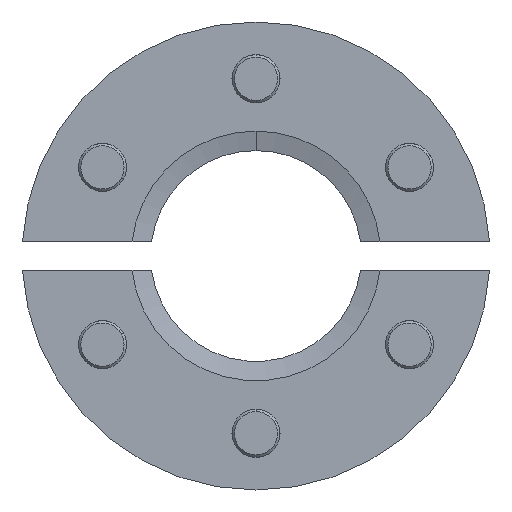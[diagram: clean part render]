
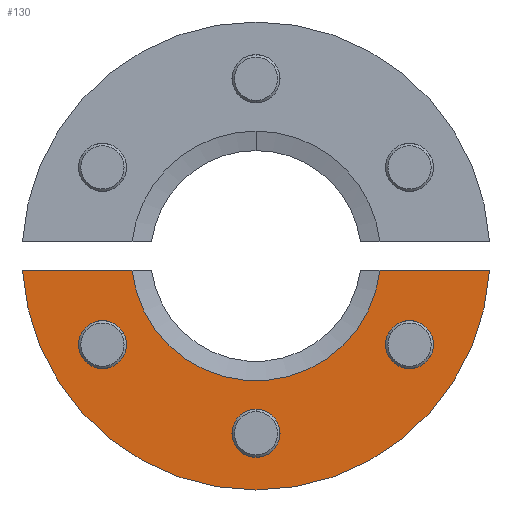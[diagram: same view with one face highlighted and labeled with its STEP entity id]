
A CAD part, left-side view. The second image highlights one B-rep face of the part: STEP entity #130.
In plain terms, the highlighted planar face has unit normal (-1, 0, 0).
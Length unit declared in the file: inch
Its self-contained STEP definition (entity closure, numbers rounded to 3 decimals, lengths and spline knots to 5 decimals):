
#83 = DIRECTION ( 'NONE',  ( 0., 0., 1. ) ) ;
#111 = CIRCLE ( 'NONE', #181, 0.99 ) ;
#130 = ADVANCED_FACE ( 'NONE', ( #2435, #2454, #2518, #634 ), #3703, .F. ) ;
#170 = CARTESIAN_POINT ( 'NONE',  ( 0., -0.64952, -0.47656 ) ) ;
#181 = AXIS2_PLACEMENT_3D ( 'NONE', #1060, #3610, #2327 ) ;
#318 = EDGE_CURVE ( 'NONE', #2902, #1065, #1964, .T. ) ;
#323 = DIRECTION ( 'NONE',  ( 1., 0., 0. ) ) ;
#358 = DIRECTION ( 'NONE',  ( -1., 0., 0. ) ) ;
#392 = EDGE_LOOP ( 'NONE', ( #1301, #3054 ) ) ;
#405 = EDGE_CURVE ( 'NONE', #768, #995, #2552, .T. ) ;
#450 = VERTEX_POINT ( 'NONE', #170 ) ;
#634 = FACE_OUTER_BOUND ( 'NONE', #3732, .T. ) ;
#676 = DIRECTION ( 'NONE',  ( 0., -1., 0. ) ) ;
#741 = CIRCLE ( 'NONE', #1940, 0.10156 ) ;
#750 = CARTESIAN_POINT ( 'NONE',  ( 0., 0., -0.75 ) ) ;
#768 = VERTEX_POINT ( 'NONE', #3243 ) ;
#838 = VERTEX_POINT ( 'NONE', #892 ) ;
#851 = DIRECTION ( 'NONE',  ( -1., 0., 0. ) ) ;
#892 = CARTESIAN_POINT ( 'NONE',  ( 0., -0.64952, -0.27343 ) ) ;
#898 = AXIS2_PLACEMENT_3D ( 'NONE', #3777, #1590, #1626 ) ;
#916 = CARTESIAN_POINT ( 'NONE',  ( 0., 2., -0.06 ) ) ;
#983 = EDGE_CURVE ( 'NONE', #995, #768, #2622, .T. ) ;
#995 = VERTEX_POINT ( 'NONE', #2516 ) ;
#1060 = CARTESIAN_POINT ( 'NONE',  ( 0., 0., 0. ) ) ;
#1065 = VERTEX_POINT ( 'NONE', #2875 ) ;
#1070 = EDGE_LOOP ( 'NONE', ( #3383, #1090 ) ) ;
#1090 = ORIENTED_EDGE ( 'NONE', *, *, #2469, .F. ) ;
#1156 = VERTEX_POINT ( 'NONE', #1722 ) ;
#1173 = EDGE_LOOP ( 'NONE', ( #1540, #3226 ) ) ;
#1264 = AXIS2_PLACEMENT_3D ( 'NONE', #3514, #3760, #3433 ) ;
#1301 = ORIENTED_EDGE ( 'NONE', *, *, #983, .F. ) ;
#1327 = CARTESIAN_POINT ( 'NONE',  ( 0., 0., -0.85157 ) ) ;
#1333 = VECTOR ( 'NONE', #3110, 39.37008 ) ;
#1392 = DIRECTION ( 'NONE',  ( -1., 0., 0. ) ) ;
#1519 = EDGE_CURVE ( 'NONE', #1065, #1812, #2102, .T. ) ;
#1540 = ORIENTED_EDGE ( 'NONE', *, *, #1707, .F. ) ;
#1590 = DIRECTION ( 'NONE',  ( -1., 0., 0. ) ) ;
#1606 = ORIENTED_EDGE ( 'NONE', *, *, #2271, .T. ) ;
#1626 = DIRECTION ( 'NONE',  ( 0., 0., 1. ) ) ;
#1707 = EDGE_CURVE ( 'NONE', #838, #450, #3117, .T. ) ;
#1722 = CARTESIAN_POINT ( 'NONE',  ( 0., 0., -0.64844 ) ) ;
#1761 = CARTESIAN_POINT ( 'NONE',  ( 0., 0.98818, -0.06 ) ) ;
#1812 = VERTEX_POINT ( 'NONE', #2334 ) ;
#1839 = AXIS2_PLACEMENT_3D ( 'NONE', #2000, #1392, #3932 ) ;
#1868 = DIRECTION ( 'NONE',  ( 0., 0., -1. ) ) ;
#1901 = ORIENTED_EDGE ( 'NONE', *, *, #1519, .F. ) ;
#1940 = AXIS2_PLACEMENT_3D ( 'NONE', #750, #3923, #3288 ) ;
#1956 = EDGE_CURVE ( 'NONE', #1812, #3623, #2480, .T. ) ;
#1964 = LINE ( 'NONE', #3477, #2030 ) ;
#2000 = CARTESIAN_POINT ( 'NONE',  ( 0., 0.64952, -0.375 ) ) ;
#2030 = VECTOR ( 'NONE', #676, 39.37008 ) ;
#2073 = CARTESIAN_POINT ( 'NONE',  ( 0., -0.64952, -0.375 ) ) ;
#2102 = CIRCLE ( 'NONE', #3466, 0.52811 ) ;
#2158 = ORIENTED_EDGE ( 'NONE', *, *, #1956, .F. ) ;
#2213 = AXIS2_PLACEMENT_3D ( 'NONE', #2073, #851, #2677 ) ;
#2251 = CARTESIAN_POINT ( 'NONE',  ( 0., -0.98818, -0.06 ) ) ;
#2271 = EDGE_CURVE ( 'NONE', #2902, #3623, #111, .T. ) ;
#2327 = DIRECTION ( 'NONE',  ( 0., 0., 1. ) ) ;
#2334 = CARTESIAN_POINT ( 'NONE',  ( 0., -0.52469, -0.06 ) ) ;
#2366 = DIRECTION ( 'NONE',  ( -1., 0., 0. ) ) ;
#2435 = FACE_BOUND ( 'NONE', #392, .T. ) ;
#2454 = FACE_BOUND ( 'NONE', #1173, .T. ) ;
#2469 = EDGE_CURVE ( 'NONE', #3688, #1156, #3647, .T. ) ;
#2480 = LINE ( 'NONE', #916, #1333 ) ;
#2486 = ORIENTED_EDGE ( 'NONE', *, *, #318, .F. ) ;
#2516 = CARTESIAN_POINT ( 'NONE',  ( 0., 0.64952, -0.27344 ) ) ;
#2518 = FACE_BOUND ( 'NONE', #1070, .T. ) ;
#2552 = CIRCLE ( 'NONE', #1839, 0.10156 ) ;
#2622 = CIRCLE ( 'NONE', #3486, 0.10156 ) ;
#2677 = DIRECTION ( 'NONE',  ( 0., 0., 1. ) ) ;
#2875 = CARTESIAN_POINT ( 'NONE',  ( 0., 0.52469, -0.06 ) ) ;
#2902 = VERTEX_POINT ( 'NONE', #1761 ) ;
#3008 = EDGE_CURVE ( 'NONE', #1156, #3688, #741, .T. ) ;
#3054 = ORIENTED_EDGE ( 'NONE', *, *, #405, .F. ) ;
#3110 = DIRECTION ( 'NONE',  ( 0., -1., 0. ) ) ;
#3117 = CIRCLE ( 'NONE', #2213, 0.10156 ) ;
#3164 = CARTESIAN_POINT ( 'NONE',  ( 0., 0.64952, -0.375 ) ) ;
#3226 = ORIENTED_EDGE ( 'NONE', *, *, #3640, .F. ) ;
#3243 = CARTESIAN_POINT ( 'NONE',  ( 0., 0.64952, -0.47657 ) ) ;
#3262 = CARTESIAN_POINT ( 'NONE',  ( 0., 0., 0. ) ) ;
#3288 = DIRECTION ( 'NONE',  ( 0., 0., 1. ) ) ;
#3383 = ORIENTED_EDGE ( 'NONE', *, *, #3008, .F. ) ;
#3433 = DIRECTION ( 'NONE',  ( 0., 0., 1. ) ) ;
#3466 = AXIS2_PLACEMENT_3D ( 'NONE', #3262, #2366, #3571 ) ;
#3477 = CARTESIAN_POINT ( 'NONE',  ( 0., 2., -0.06 ) ) ;
#3486 = AXIS2_PLACEMENT_3D ( 'NONE', #3164, #358, #83 ) ;
#3514 = CARTESIAN_POINT ( 'NONE',  ( 0., -0.64952, -0.375 ) ) ;
#3571 = DIRECTION ( 'NONE',  ( 0., 0., 1. ) ) ;
#3610 = DIRECTION ( 'NONE',  ( -1., 0., 0. ) ) ;
#3622 = CIRCLE ( 'NONE', #1264, 0.10156 ) ;
#3623 = VERTEX_POINT ( 'NONE', #2251 ) ;
#3640 = EDGE_CURVE ( 'NONE', #450, #838, #3622, .T. ) ;
#3647 = CIRCLE ( 'NONE', #898, 0.10156 ) ;
#3681 = CARTESIAN_POINT ( 'NONE',  ( 0., 0., -0.99 ) ) ;
#3688 = VERTEX_POINT ( 'NONE', #1327 ) ;
#3703 = PLANE ( 'NONE',  #4049 ) ;
#3732 = EDGE_LOOP ( 'NONE', ( #1606, #2158, #1901, #2486 ) ) ;
#3760 = DIRECTION ( 'NONE',  ( -1., 0., 0. ) ) ;
#3777 = CARTESIAN_POINT ( 'NONE',  ( 0., 0., -0.75 ) ) ;
#3923 = DIRECTION ( 'NONE',  ( -1., 0., 0. ) ) ;
#3932 = DIRECTION ( 'NONE',  ( 0., 0., 1. ) ) ;
#4049 = AXIS2_PLACEMENT_3D ( 'NONE', #3681, #323, #1868 ) ;
